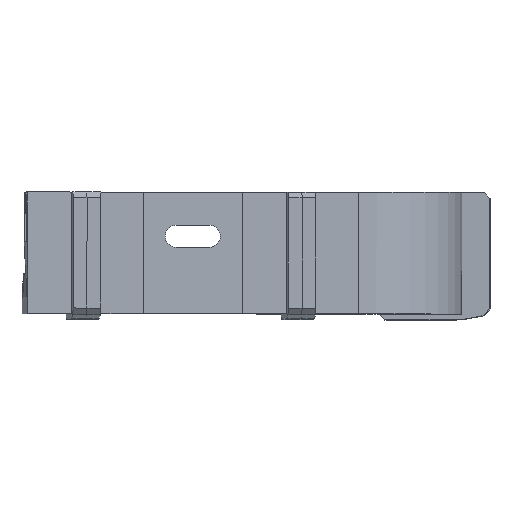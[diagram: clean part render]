
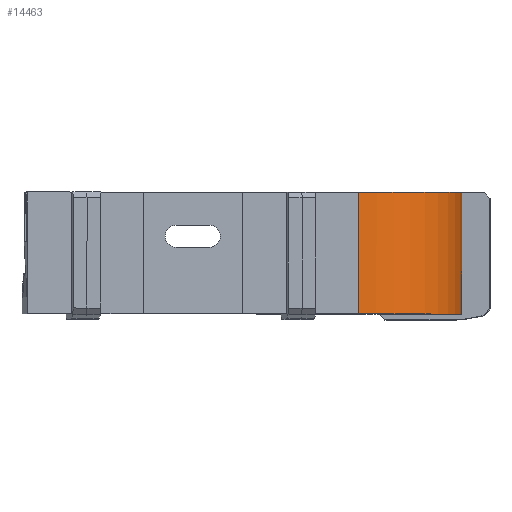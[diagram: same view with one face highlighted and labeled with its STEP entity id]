
A CAD part, left-side view. The second image highlights one B-rep face of the part: STEP entity #14463.
In plain terms, the highlighted cylindrical face has radius 20 mm (diameter 40 mm), a partial arc.
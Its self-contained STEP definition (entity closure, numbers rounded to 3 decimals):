
#14463 = ADVANCED_FACE('',(#14464),#14479,.T.);
#14464 = FACE_BOUND('',#14465,.F.);
#14465 = EDGE_LOOP('',(#14466,#14502,#14530,#14559));
#14466 = ORIENTED_EDGE('',*,*,#14467,.T.);
#14467 = EDGE_CURVE('',#14468,#14470,#14472,.T.);
#14468 = VERTEX_POINT('',#14469);
#14469 = CARTESIAN_POINT('',(0.,0.,0.));
#14470 = VERTEX_POINT('',#14471);
#14471 = CARTESIAN_POINT('',(-19.951,18.605,0.));
#14472 = SURFACE_CURVE('',#14473,(#14478,#14490),.PCURVE_S1.);
#14473 = CIRCLE('',#14474,20.);
#14474 = AXIS2_PLACEMENT_3D('',#14475,#14476,#14477);
#14475 = CARTESIAN_POINT('',(0.,20.,0.));
#14476 = DIRECTION('',(0.,0.,-1.));
#14477 = DIRECTION('',(0.,-1.,0.));
#14478 = PCURVE('',#14479,#14484);
#14479 = CYLINDRICAL_SURFACE('',#14480,20.);
#14480 = AXIS2_PLACEMENT_3D('',#14481,#14482,#14483);
#14481 = CARTESIAN_POINT('',(0.,20.,0.));
#14482 = DIRECTION('',(-0.,-0.,1.));
#14483 = DIRECTION('',(0.,-1.,0.));
#14484 = DEFINITIONAL_REPRESENTATION('',(#14485),#14489);
#14485 = LINE('',#14486,#14487);
#14486 = CARTESIAN_POINT('',(-0.,0.));
#14487 = VECTOR('',#14488,1.);
#14488 = DIRECTION('',(-1.,0.));
#14489 = ( GEOMETRIC_REPRESENTATION_CONTEXT(2) 
PARAMETRIC_REPRESENTATION_CONTEXT() REPRESENTATION_CONTEXT('2D SPACE',''
  ) );
#14490 = PCURVE('',#14491,#14496);
#14491 = PLANE('',#14492);
#14492 = AXIS2_PLACEMENT_3D('',#14493,#14494,#14495);
#14493 = CARTESIAN_POINT('',(0.,20.,0.));
#14494 = DIRECTION('',(0.,0.,-1.));
#14495 = DIRECTION('',(0.,-1.,0.));
#14496 = DEFINITIONAL_REPRESENTATION('',(#14497),#14501);
#14497 = CIRCLE('',#14498,20.);
#14498 = AXIS2_PLACEMENT_2D('',#14499,#14500);
#14499 = CARTESIAN_POINT('',(0.,0.));
#14500 = DIRECTION('',(1.,-0.));
#14501 = ( GEOMETRIC_REPRESENTATION_CONTEXT(2) 
PARAMETRIC_REPRESENTATION_CONTEXT() REPRESENTATION_CONTEXT('2D SPACE',''
  ) );
#14502 = ORIENTED_EDGE('',*,*,#14503,.T.);
#14503 = EDGE_CURVE('',#14470,#14504,#14506,.T.);
#14504 = VERTEX_POINT('',#14505);
#14505 = CARTESIAN_POINT('',(-19.951,18.605,22.));
#14506 = SURFACE_CURVE('',#14507,(#14511,#14518),.PCURVE_S1.);
#14507 = LINE('',#14508,#14509);
#14508 = CARTESIAN_POINT('',(-19.951,18.605,0.));
#14509 = VECTOR('',#14510,1.);
#14510 = DIRECTION('',(0.,0.,1.));
#14511 = PCURVE('',#14479,#14512);
#14512 = DEFINITIONAL_REPRESENTATION('',(#14513),#14517);
#14513 = LINE('',#14514,#14515);
#14514 = CARTESIAN_POINT('',(-1.501,0.));
#14515 = VECTOR('',#14516,1.);
#14516 = DIRECTION('',(-0.,1.));
#14517 = ( GEOMETRIC_REPRESENTATION_CONTEXT(2) 
PARAMETRIC_REPRESENTATION_CONTEXT() REPRESENTATION_CONTEXT('2D SPACE',''
  ) );
#14518 = PCURVE('',#14519,#14524);
#14519 = PLANE('',#14520);
#14520 = AXIS2_PLACEMENT_3D('',#14521,#14522,#14523);
#14521 = CARTESIAN_POINT('',(-15.799,18.895,
    7.662));
#14522 = DIRECTION('',(-0.07,0.998,0.));
#14523 = DIRECTION('',(0.,0.,1.));
#14524 = DEFINITIONAL_REPRESENTATION('',(#14525),#14529);
#14525 = LINE('',#14526,#14527);
#14526 = CARTESIAN_POINT('',(-7.662,-4.162));
#14527 = VECTOR('',#14528,1.);
#14528 = DIRECTION('',(1.,0.));
#14529 = ( GEOMETRIC_REPRESENTATION_CONTEXT(2) 
PARAMETRIC_REPRESENTATION_CONTEXT() REPRESENTATION_CONTEXT('2D SPACE',''
  ) );
#14530 = ORIENTED_EDGE('',*,*,#14531,.F.);
#14531 = EDGE_CURVE('',#14532,#14504,#14534,.T.);
#14532 = VERTEX_POINT('',#14533);
#14533 = CARTESIAN_POINT('',(0.,0.,22.));
#14534 = SURFACE_CURVE('',#14535,(#14540,#14547),.PCURVE_S1.);
#14535 = CIRCLE('',#14536,20.);
#14536 = AXIS2_PLACEMENT_3D('',#14537,#14538,#14539);
#14537 = CARTESIAN_POINT('',(0.,20.,22.));
#14538 = DIRECTION('',(0.,0.,-1.));
#14539 = DIRECTION('',(0.,-1.,0.));
#14540 = PCURVE('',#14479,#14541);
#14541 = DEFINITIONAL_REPRESENTATION('',(#14542),#14546);
#14542 = LINE('',#14543,#14544);
#14543 = CARTESIAN_POINT('',(-0.,22.));
#14544 = VECTOR('',#14545,1.);
#14545 = DIRECTION('',(-1.,0.));
#14546 = ( GEOMETRIC_REPRESENTATION_CONTEXT(2) 
PARAMETRIC_REPRESENTATION_CONTEXT() REPRESENTATION_CONTEXT('2D SPACE',''
  ) );
#14547 = PCURVE('',#14548,#14553);
#14548 = PLANE('',#14549);
#14549 = AXIS2_PLACEMENT_3D('',#14550,#14551,#14552);
#14550 = CARTESIAN_POINT('',(0.,20.,22.));
#14551 = DIRECTION('',(0.,0.,-1.));
#14552 = DIRECTION('',(0.,-1.,0.));
#14553 = DEFINITIONAL_REPRESENTATION('',(#14554),#14558);
#14554 = CIRCLE('',#14555,20.);
#14555 = AXIS2_PLACEMENT_2D('',#14556,#14557);
#14556 = CARTESIAN_POINT('',(0.,0.));
#14557 = DIRECTION('',(1.,0.));
#14558 = ( GEOMETRIC_REPRESENTATION_CONTEXT(2) 
PARAMETRIC_REPRESENTATION_CONTEXT() REPRESENTATION_CONTEXT('2D SPACE',''
  ) );
#14559 = ORIENTED_EDGE('',*,*,#14560,.F.);
#14560 = EDGE_CURVE('',#14468,#14532,#14561,.T.);
#14561 = SURFACE_CURVE('',#14562,(#14566,#14573),.PCURVE_S1.);
#14562 = LINE('',#14563,#14564);
#14563 = CARTESIAN_POINT('',(0.,0.,0.));
#14564 = VECTOR('',#14565,1.);
#14565 = DIRECTION('',(0.,0.,1.));
#14566 = PCURVE('',#14479,#14567);
#14567 = DEFINITIONAL_REPRESENTATION('',(#14568),#14572);
#14568 = LINE('',#14569,#14570);
#14569 = CARTESIAN_POINT('',(-0.,0.));
#14570 = VECTOR('',#14571,1.);
#14571 = DIRECTION('',(-0.,1.));
#14572 = ( GEOMETRIC_REPRESENTATION_CONTEXT(2) 
PARAMETRIC_REPRESENTATION_CONTEXT() REPRESENTATION_CONTEXT('2D SPACE',''
  ) );
#14573 = PCURVE('',#14574,#14579);
#14574 = PLANE('',#14575);
#14575 = AXIS2_PLACEMENT_3D('',#14576,#14577,#14578);
#14576 = CARTESIAN_POINT('',(0.,4.162,7.662));
#14577 = DIRECTION('',(-1.,0.,0.));
#14578 = DIRECTION('',(0.,0.,1.));
#14579 = DEFINITIONAL_REPRESENTATION('',(#14580),#14584);
#14580 = LINE('',#14581,#14582);
#14581 = CARTESIAN_POINT('',(-7.662,-4.162));
#14582 = VECTOR('',#14583,1.);
#14583 = DIRECTION('',(1.,0.));
#14584 = ( GEOMETRIC_REPRESENTATION_CONTEXT(2) 
PARAMETRIC_REPRESENTATION_CONTEXT() REPRESENTATION_CONTEXT('2D SPACE',''
  ) );
